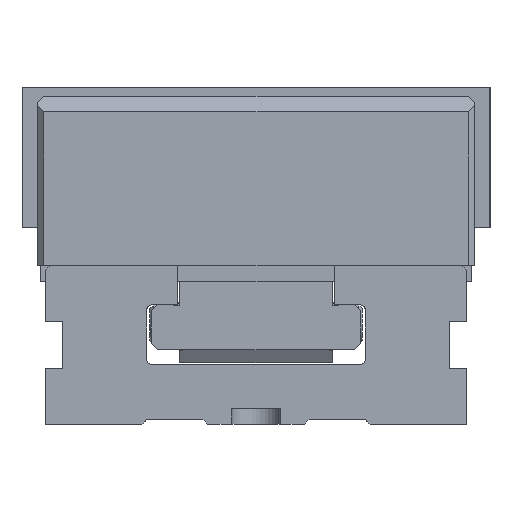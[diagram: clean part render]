
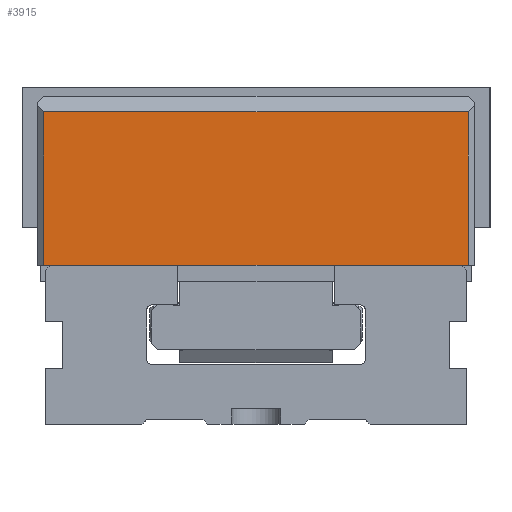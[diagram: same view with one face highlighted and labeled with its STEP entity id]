
A CAD part, left-side view. The second image highlights one B-rep face of the part: STEP entity #3915.
In plain terms, the highlighted planar face has unit normal (-1, 0, 0).
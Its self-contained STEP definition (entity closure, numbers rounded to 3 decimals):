
#3528=FACE_OUTER_BOUND('',#6359,.T.);
#3915=ADVANCED_FACE('',(#3528),#4217,.T.);
#4217=PLANE('',#10837);
#4782=LINE('',#15031,#5438);
#4793=LINE('',#15062,#5449);
#4794=LINE('',#15065,#5450);
#4795=LINE('',#15066,#5451);
#5438=VECTOR('',#12588,1.);
#5449=VECTOR('',#12611,1.);
#5450=VECTOR('',#12612,1.);
#5451=VECTOR('',#12613,1.);
#6359=EDGE_LOOP('',(#8027,#8028,#8029,#8030));
#8027=ORIENTED_EDGE('',*,*,#9879,.T.);
#8028=ORIENTED_EDGE('',*,*,#9880,.T.);
#8029=ORIENTED_EDGE('',*,*,#9864,.T.);
#8030=ORIENTED_EDGE('',*,*,#9881,.T.);
#8950=VERTEX_POINT('',#15032);
#8951=VERTEX_POINT('',#15033);
#8964=VERTEX_POINT('',#15063);
#8965=VERTEX_POINT('',#15064);
#9864=EDGE_CURVE('',#8950,#8951,#4782,.T.);
#9879=EDGE_CURVE('',#8964,#8965,#4793,.T.);
#9880=EDGE_CURVE('',#8965,#8950,#4794,.T.);
#9881=EDGE_CURVE('',#8951,#8964,#4795,.T.);
#10837=AXIS2_PLACEMENT_3D('',#15067,#12614,#12615);
#12588=DIRECTION('',(0.,-1.,0.));
#12611=DIRECTION('',(0.,1.,0.));
#12612=DIRECTION('',(0.,0.,-1.));
#12613=DIRECTION('',(0.,0.,1.));
#12614=DIRECTION('',(-1.,0.,0.));
#12615=DIRECTION('',(0.,0.,-1.));
#15031=CARTESIAN_POINT('',(-506.485,67.5,19.721));
#15032=CARTESIAN_POINT('',(-506.485,135.5,19.721));
#15033=CARTESIAN_POINT('',(-506.485,-0.5,19.721));
#15062=CARTESIAN_POINT('',(-506.485,67.5,68.921));
#15063=CARTESIAN_POINT('',(-506.485,-0.5,68.921));
#15064=CARTESIAN_POINT('',(-506.485,135.5,68.921));
#15065=CARTESIAN_POINT('',(-506.485,135.5,19.621));
#15066=CARTESIAN_POINT('',(-506.485,-0.5,19.621));
#15067=CARTESIAN_POINT('',(-506.485,67.5,19.621));
